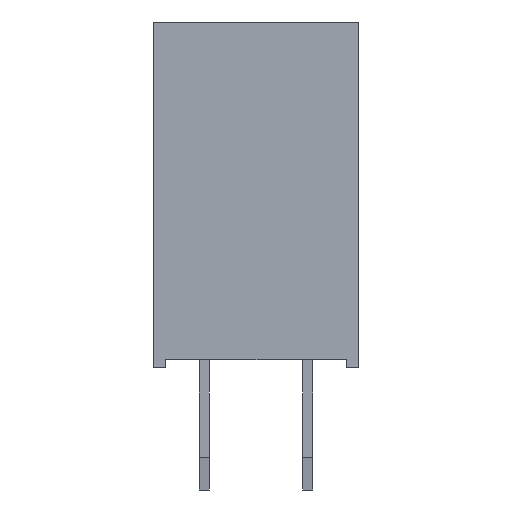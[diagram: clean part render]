
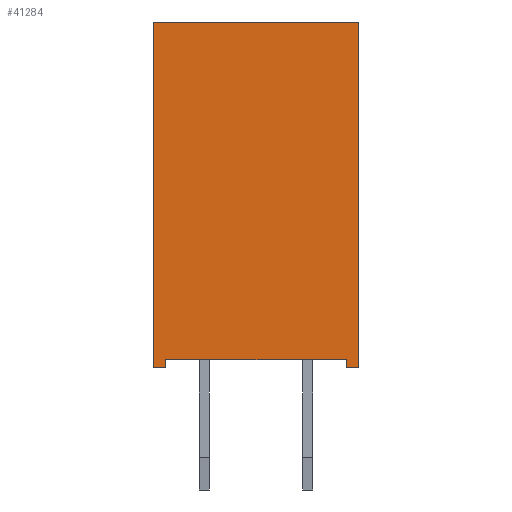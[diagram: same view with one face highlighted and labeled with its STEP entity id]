
A CAD part, left-side view. The second image highlights one B-rep face of the part: STEP entity #41284.
In plain terms, the highlighted planar face has unit normal (-1, 0, 0).
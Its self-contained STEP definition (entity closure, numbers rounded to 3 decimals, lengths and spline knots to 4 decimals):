
#2622=FACE_OUTER_BOUND('',#4866,.T.);
#4866=EDGE_LOOP('',(#28035,#28036,#28037,#28038,#28039,#28040,#28041,#28042));
#7352=LINE('',#59359,#12370);
#7355=LINE('',#59364,#12373);
#7357=LINE('',#59368,#12375);
#7367=LINE('',#59388,#12385);
#7398=LINE('',#59450,#12416);
#7408=LINE('',#59469,#12426);
#7409=LINE('',#59471,#12427);
#7410=LINE('',#59472,#12428);
#12370=VECTOR('',#47542,0.3);
#12373=VECTOR('',#47547,8.5);
#12375=VECTOR('',#47551,5.04);
#12385=VECTOR('',#47563,8.5);
#12416=VECTOR('',#47618,4.44);
#12426=VECTOR('',#47640,0.3);
#12427=VECTOR('',#47643,0.2);
#12428=VECTOR('',#47644,0.2);
#17334=VERTEX_POINT('',#59356);
#17335=VERTEX_POINT('',#59358);
#17336=VERTEX_POINT('',#59362);
#17337=VERTEX_POINT('',#59366);
#17346=VERTEX_POINT('',#59386);
#17364=VERTEX_POINT('',#59447);
#17365=VERTEX_POINT('',#59449);
#17368=VERTEX_POINT('',#59467);
#21376=EDGE_CURVE('',#17335,#17334,#7352,.T.);
#21379=EDGE_CURVE('',#17334,#17336,#7355,.T.);
#21381=EDGE_CURVE('',#17336,#17337,#7357,.T.);
#21391=EDGE_CURVE('',#17337,#17346,#7367,.T.);
#21422=EDGE_CURVE('',#17365,#17364,#7398,.T.);
#21432=EDGE_CURVE('',#17346,#17368,#7408,.T.);
#21433=EDGE_CURVE('',#17368,#17365,#7409,.T.);
#21434=EDGE_CURVE('',#17364,#17335,#7410,.T.);
#28035=ORIENTED_EDGE('',*,*,#21379,.T.);
#28036=ORIENTED_EDGE('',*,*,#21381,.T.);
#28037=ORIENTED_EDGE('',*,*,#21391,.T.);
#28038=ORIENTED_EDGE('',*,*,#21432,.T.);
#28039=ORIENTED_EDGE('',*,*,#21433,.T.);
#28040=ORIENTED_EDGE('',*,*,#21422,.T.);
#28041=ORIENTED_EDGE('',*,*,#21434,.T.);
#28042=ORIENTED_EDGE('',*,*,#21376,.T.);
#39576=PLANE('',#43635);
#41284=ADVANCED_FACE('',(#2622),#39576,.T.);
#43635=AXIS2_PLACEMENT_3D('',#59470,#47641,#47642);
#47542=DIRECTION('',(0.,0.,1.));
#47547=DIRECTION('',(0.,1.,0.));
#47551=DIRECTION('',(0.,0.,-1.));
#47563=DIRECTION('',(0.,-1.,0.));
#47618=DIRECTION('',(0.,0.,1.));
#47640=DIRECTION('',(0.,0.,1.));
#47641=DIRECTION('center_axis',(-1.,0.,0.));
#47642=DIRECTION('ref_axis',(0.,0.,1.));
#47643=DIRECTION('',(0.,1.,0.));
#47644=DIRECTION('',(0.,-1.,0.));
#59356=CARTESIAN_POINT('',(-1.47,-8.5,2.52));
#59358=CARTESIAN_POINT('',(-1.47,-8.5,2.22));
#59359=CARTESIAN_POINT('',(-1.47,-8.5,2.22));
#59362=CARTESIAN_POINT('',(-1.47,0.,2.52));
#59364=CARTESIAN_POINT('',(-1.47,-8.5,2.52));
#59366=CARTESIAN_POINT('',(-1.47,0.,-2.52));
#59368=CARTESIAN_POINT('',(-1.47,0.,2.52));
#59386=CARTESIAN_POINT('',(-1.47,-8.5,-2.52));
#59388=CARTESIAN_POINT('',(-1.47,0.,-2.52));
#59447=CARTESIAN_POINT('',(-1.47,-8.3,2.22));
#59449=CARTESIAN_POINT('',(-1.47,-8.3,-2.22));
#59450=CARTESIAN_POINT('',(-1.47,-8.3,-2.22));
#59467=CARTESIAN_POINT('',(-1.47,-8.5,-2.22));
#59469=CARTESIAN_POINT('',(-1.47,-8.5,-2.52));
#59470=CARTESIAN_POINT('Origin',(-1.47,0.,0.));
#59471=CARTESIAN_POINT('',(-1.47,-8.5,-2.22));
#59472=CARTESIAN_POINT('',(-1.47,-8.3,2.22));
